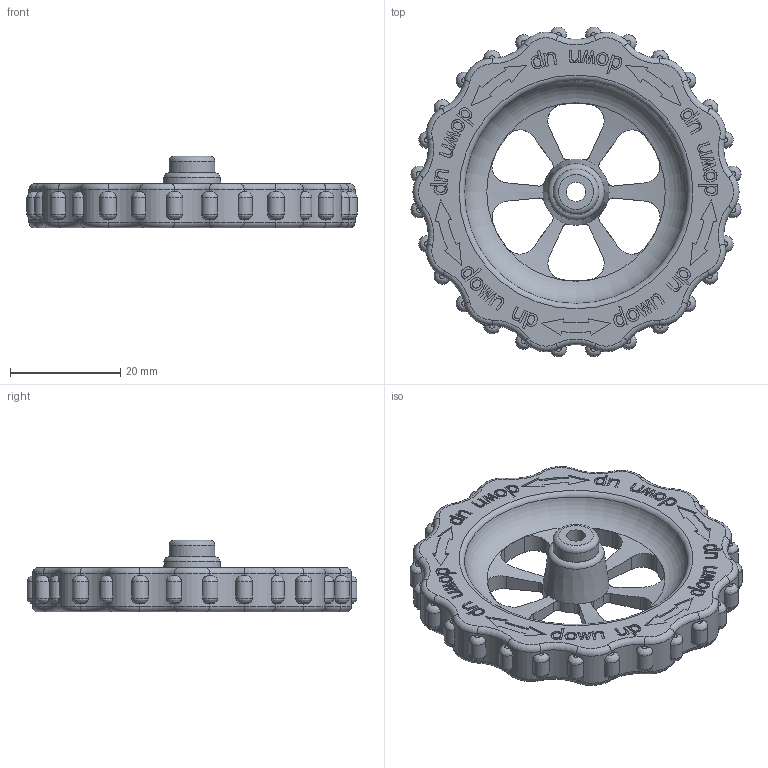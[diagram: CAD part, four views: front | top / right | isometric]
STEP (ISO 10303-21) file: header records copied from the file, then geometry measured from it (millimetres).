
FILE_DESCRIPTION(/* description */ (''),/* implementation_level */ '2;1');
FILE_NAME(/* name */ 'Hand Twisted Nut.stp',/* time_stamp */ '2020-11-19T20:24:01+03:00',/* author */ ('Max'),/* organization */ (''),/* preprocessor_version */ 'ST-DEVELOPER v16.5',/* originating_system */ 'Autodesk Inventor 2017',/* authorisation */ '');
FILE_SCHEMA (('AUTOMOTIVE_DESIGN { 1 0 10303 214 3 1 1 }'));
Length unit declared in the file: millimetre
Products named in the file (1): Hand Twisted Nut
Bounding box: 59.9 x 59.89 x 13 mm (x, y, z)
Volume: 10017.6 mm3; surface area: 9723 mm2
Topology: 1 solids, 1 shells, 935 faces, 2525 edges, 1650 vertices
Faces by surface type: plane 408, bspline 267, cylinder 175, torus 84, cone 1
Full cylindrical faces by diameter (mm): 3.5 x1, 8.318 x1
Entity records: 45001 total; most frequent: CARTESIAN_POINT 22017, ORIENTED_EDGE 5032, DIRECTION 3923, EDGE_CURVE 2516, VERTEX_POINT 1648, AXIS2_PLACEMENT_3D 1340, LINE 1243, VECTOR 1243
